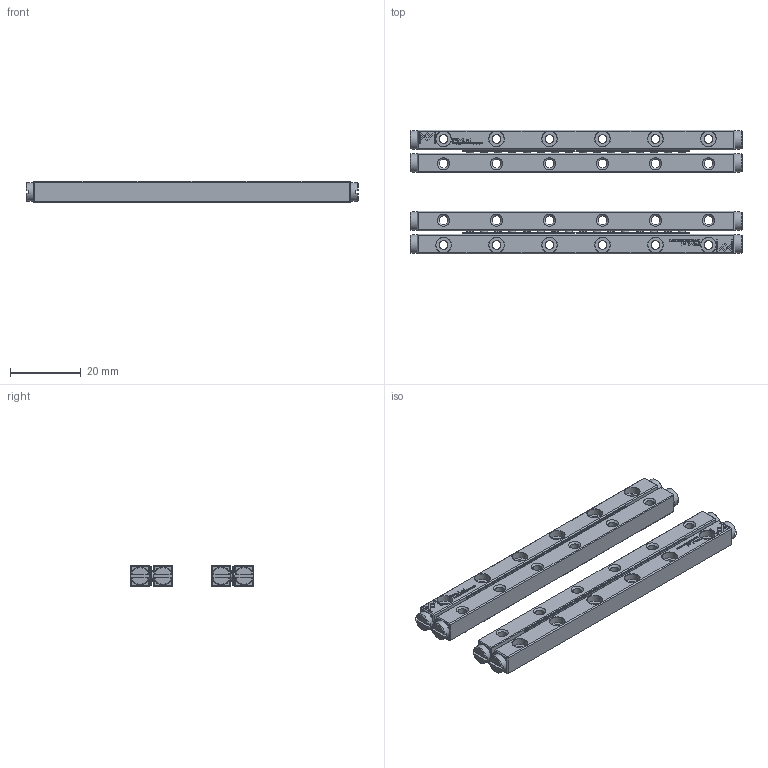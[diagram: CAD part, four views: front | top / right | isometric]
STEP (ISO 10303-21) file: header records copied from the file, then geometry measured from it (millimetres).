
FILE_DESCRIPTION(/* description */ (''),/* implementation_level */ '2;1');
FILE_NAME(/* name */ 'Set RSD-2090x16AA_stp.stp',/* time_stamp */ '2025-02-17T12:17:42+01:00',/* author */ (''),/* organization */ (''),/* preprocessor_version */ 'ST-DEVELOPER v16.7',/* originating_system */ 'SIEMENS PLM Software NX 12.0',/* authorisation */ '');
FILE_SCHEMA (('AUTOMOTIVE_DESIGN { 1 0 10303 214 3 1 1 1 }'));
Products named in the file (1): Set RSD-2090x16AA_stp
Bounding box: 94 x 35 x 6 mm (x, y, z)
Volume: 10879.6 mm3; surface area: 12821.9 mm2
Topology: 46 solids, 46 shells, 2640 faces, 6912 edges, 4504 vertices
Faces by surface type: plane 1564, cylinder 564, bspline 360, cone 152
Full cylindrical faces by diameter (mm): 2 x32, 2.1 x8, 2.459 x24, 2.5 x8, 2.7 x8, 4.3 x24, 5.2 x8
Entity records: 88980 total; most frequent: CARTESIAN_POINT 18697, ORIENTED_EDGE 13072, DIRECTION 11610, EDGE_CURVE 6536, LINE 4472, VECTOR 4472, VERTEX_POINT 4384, AXIS2_PLACEMENT_3D 3569
